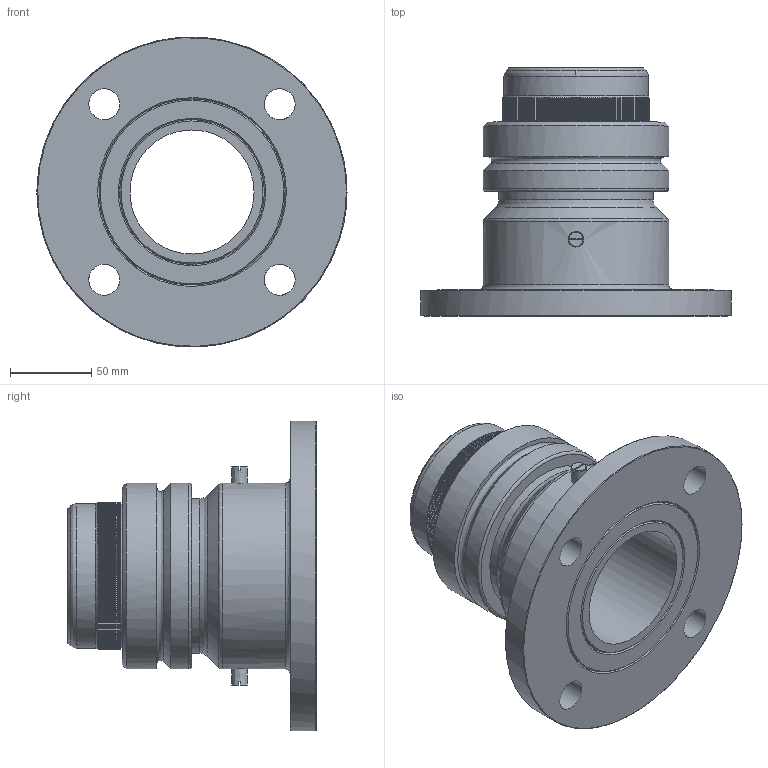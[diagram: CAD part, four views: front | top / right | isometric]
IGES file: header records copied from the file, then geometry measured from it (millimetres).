
Global section: file name: 8298.igs; preprocessor: I-DEAS 3D IGES Translator 15; date: 20110531.154530; units: inch
Bounding box: 190.49 x 152.4 x 190.35 mm (x, y, z)
Volume: 935848.5 mm3; surface area: 179768.6 mm2
Topology: 7 solids, 7 shells, 1444 faces, 4269 edges, 2839 vertices
Faces by surface type: bspline 1444
